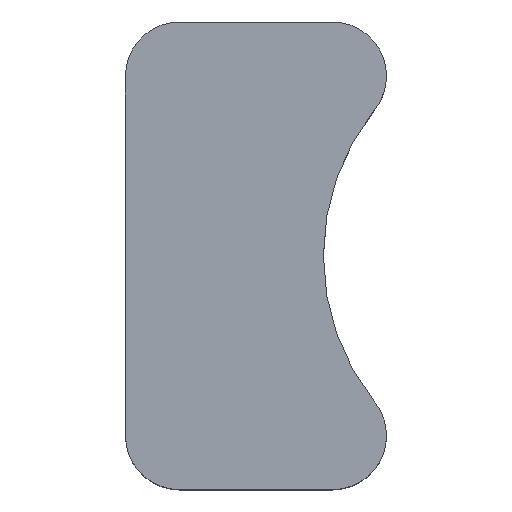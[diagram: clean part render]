
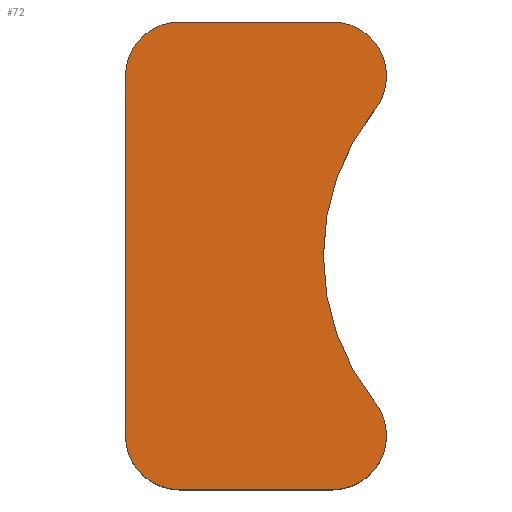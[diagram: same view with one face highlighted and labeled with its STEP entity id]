
A CAD part, top view. The second image highlights one B-rep face of the part: STEP entity #72.
In plain terms, the highlighted planar face has unit normal (0, 0, 1).
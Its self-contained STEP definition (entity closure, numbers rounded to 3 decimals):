
#1 = VERTEX_POINT ( 'NONE', #397 ) ;
#2 = EDGE_CURVE ( 'NONE', #384, #111, #32, .T. ) ;
#4 = ORIENTED_EDGE ( 'NONE', *, *, #271, .T. ) ;
#10 = CARTESIAN_POINT ( 'NONE',  ( 1.5, 11.5, 5. ) ) ;
#12 = CARTESIAN_POINT ( 'NONE',  ( 7.255, 11.5, 5. ) ) ;
#21 = DIRECTION ( 'NONE',  ( 0., 0., 1. ) ) ;
#22 = VERTEX_POINT ( 'NONE', #441 ) ;
#24 = EDGE_CURVE ( 'NONE', #70, #1, #180, .T. ) ;
#28 = VECTOR ( 'NONE', #102, 1000. ) ;
#32 = CIRCLE ( 'NONE', #486, 1.5 ) ;
#37 = EDGE_CURVE ( 'NONE', #111, #22, #438, .T. ) ;
#39 = VERTEX_POINT ( 'NONE', #476 ) ;
#45 = CARTESIAN_POINT ( 'NONE',  ( 0., 1.5, 5. ) ) ;
#49 = DIRECTION ( 'NONE',  ( 0., 0., 1. ) ) ;
#52 = CARTESIAN_POINT ( 'NONE',  ( 5.755, 11.5, 5. ) ) ;
#62 = VECTOR ( 'NONE', #461, 1000. ) ;
#70 = VERTEX_POINT ( 'NONE', #261 ) ;
#72 = ADVANCED_FACE ( 'NONE', ( #124 ), #402, .F. ) ;
#78 = EDGE_CURVE ( 'NONE', #352, #384, #321, .T. ) ;
#85 = AXIS2_PLACEMENT_3D ( 'NONE', #177, #213, #98 ) ;
#98 = DIRECTION ( 'NONE',  ( 1., 0., 0. ) ) ;
#102 = DIRECTION ( 'NONE',  ( -1., 0., 0. ) ) ;
#104 = VECTOR ( 'NONE', #243, 1000. ) ;
#107 = AXIS2_PLACEMENT_3D ( 'NONE', #254, #299, #451 ) ;
#111 = VERTEX_POINT ( 'NONE', #149 ) ;
#114 = AXIS2_PLACEMENT_3D ( 'NONE', #117, #200, #424 ) ;
#117 = CARTESIAN_POINT ( 'NONE',  ( 5.755, 1.5, 5. ) ) ;
#121 = AXIS2_PLACEMENT_3D ( 'NONE', #443, #215, #144 ) ;
#124 = FACE_OUTER_BOUND ( 'NONE', #269, .T. ) ;
#144 = DIRECTION ( 'NONE',  ( -1., 0., 0. ) ) ;
#149 = CARTESIAN_POINT ( 'NONE',  ( 5.755, 13., 5. ) ) ;
#177 = CARTESIAN_POINT ( 'NONE',  ( 12., 6.5, 5. ) ) ;
#180 = CIRCLE ( 'NONE', #121, 1.5 ) ;
#189 = DIRECTION ( 'NONE',  ( 0., 0., 1. ) ) ;
#192 = VERTEX_POINT ( 'NONE', #251 ) ;
#199 = CIRCLE ( 'NONE', #210, 1.5 ) ;
#200 = DIRECTION ( 'NONE',  ( 0., 0., 1. ) ) ;
#202 = EDGE_CURVE ( 'NONE', #22, #39, #199, .T. ) ;
#203 = ORIENTED_EDGE ( 'NONE', *, *, #2, .T. ) ;
#210 = AXIS2_PLACEMENT_3D ( 'NONE', #10, #49, #361 ) ;
#213 = DIRECTION ( 'NONE',  ( 0., 0., 1. ) ) ;
#215 = DIRECTION ( 'NONE',  ( 0., 0., 1. ) ) ;
#217 = EDGE_CURVE ( 'NONE', #352, #1, #494, .T. ) ;
#220 = ORIENTED_EDGE ( 'NONE', *, *, #78, .T. ) ;
#223 = DIRECTION ( 'NONE',  ( -1., 0., 0. ) ) ;
#243 = DIRECTION ( 'NONE',  ( 0., -1., 0. ) ) ;
#251 = CARTESIAN_POINT ( 'NONE',  ( 5.755, 0., 5. ) ) ;
#254 = CARTESIAN_POINT ( 'NONE',  ( 0., 0., 5. ) ) ;
#260 = CARTESIAN_POINT ( 'NONE',  ( 1.5, 0., 5. ) ) ;
#261 = CARTESIAN_POINT ( 'NONE',  ( 7.255, 1.5, 5. ) ) ;
#262 = LINE ( 'NONE', #460, #62 ) ;
#266 = CARTESIAN_POINT ( 'NONE',  ( 5.755, 11.5, 5. ) ) ;
#268 = ORIENTED_EDGE ( 'NONE', *, *, #37, .T. ) ;
#269 = EDGE_LOOP ( 'NONE', ( #378, #425, #316, #4, #311, #285, #220, #203, #268, #448 ) ) ;
#271 = EDGE_CURVE ( 'NONE', #192, #70, #487, .T. ) ;
#278 = EDGE_CURVE ( 'NONE', #39, #392, #291, .T. ) ;
#283 = CARTESIAN_POINT ( 'NONE',  ( 0., 0., 5. ) ) ;
#285 = ORIENTED_EDGE ( 'NONE', *, *, #217, .F. ) ;
#291 = LINE ( 'NONE', #283, #104 ) ;
#294 = AXIS2_PLACEMENT_3D ( 'NONE', #469, #467, #357 ) ;
#295 = DIRECTION ( 'NONE',  ( -1., 0., 0. ) ) ;
#299 = DIRECTION ( 'NONE',  ( 0., 0., -1. ) ) ;
#305 = AXIS2_PLACEMENT_3D ( 'NONE', #266, #189, #223 ) ;
#311 = ORIENTED_EDGE ( 'NONE', *, *, #24, .T. ) ;
#316 = ORIENTED_EDGE ( 'NONE', *, *, #326, .T. ) ;
#321 = CIRCLE ( 'NONE', #305, 1.5 ) ;
#323 = CARTESIAN_POINT ( 'NONE',  ( 6.926, 10.562, 5. ) ) ;
#326 = EDGE_CURVE ( 'NONE', #470, #192, #262, .T. ) ;
#352 = VERTEX_POINT ( 'NONE', #323 ) ;
#357 = DIRECTION ( 'NONE',  ( -1., 0., 0. ) ) ;
#360 = EDGE_CURVE ( 'NONE', #392, #470, #457, .T. ) ;
#361 = DIRECTION ( 'NONE',  ( -1., 0., 0. ) ) ;
#378 = ORIENTED_EDGE ( 'NONE', *, *, #278, .T. ) ;
#384 = VERTEX_POINT ( 'NONE', #12 ) ;
#392 = VERTEX_POINT ( 'NONE', #45 ) ;
#397 = CARTESIAN_POINT ( 'NONE',  ( 6.926, 2.438, 5. ) ) ;
#402 = PLANE ( 'NONE',  #107 ) ;
#424 = DIRECTION ( 'NONE',  ( -1., 0., 0. ) ) ;
#425 = ORIENTED_EDGE ( 'NONE', *, *, #360, .T. ) ;
#438 = LINE ( 'NONE', #482, #28 ) ;
#441 = CARTESIAN_POINT ( 'NONE',  ( 1.5, 13., 5. ) ) ;
#443 = CARTESIAN_POINT ( 'NONE',  ( 5.755, 1.5, 5. ) ) ;
#448 = ORIENTED_EDGE ( 'NONE', *, *, #202, .T. ) ;
#451 = DIRECTION ( 'NONE',  ( -1., 0., 0. ) ) ;
#457 = CIRCLE ( 'NONE', #294, 1.5 ) ;
#460 = CARTESIAN_POINT ( 'NONE',  ( 0., 0., 5. ) ) ;
#461 = DIRECTION ( 'NONE',  ( 1., 0., 0. ) ) ;
#467 = DIRECTION ( 'NONE',  ( 0., 0., 1. ) ) ;
#469 = CARTESIAN_POINT ( 'NONE',  ( 1.5, 1.5, 5. ) ) ;
#470 = VERTEX_POINT ( 'NONE', #260 ) ;
#476 = CARTESIAN_POINT ( 'NONE',  ( 0., 11.5, 5. ) ) ;
#482 = CARTESIAN_POINT ( 'NONE',  ( 0., 13., 5. ) ) ;
#486 = AXIS2_PLACEMENT_3D ( 'NONE', #52, #21, #295 ) ;
#487 = CIRCLE ( 'NONE', #114, 1.5 ) ;
#494 = CIRCLE ( 'NONE', #85, 6.5 ) ;
